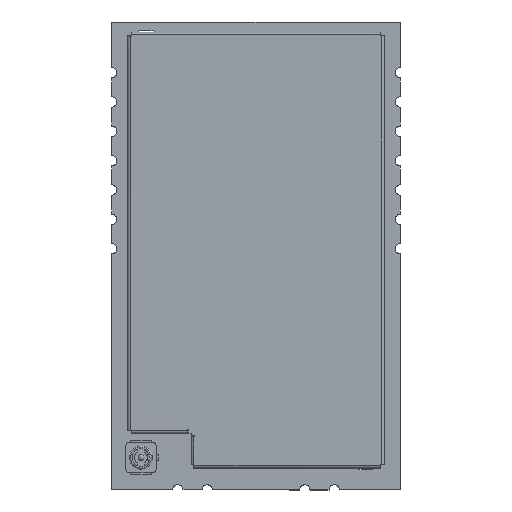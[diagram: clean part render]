
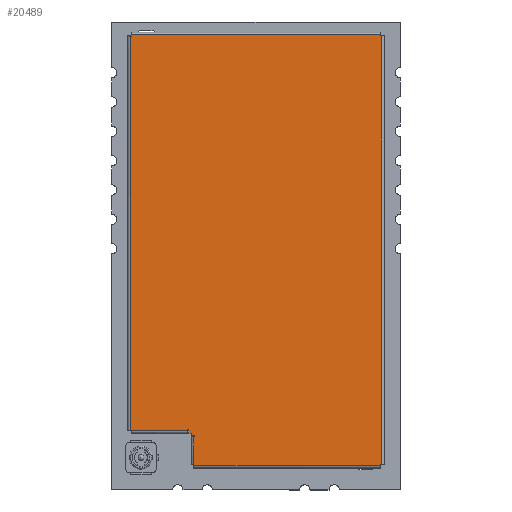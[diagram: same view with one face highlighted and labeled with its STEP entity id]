
A CAD part, top view. The second image highlights one B-rep face of the part: STEP entity #20489.
In plain terms, the highlighted planar face has unit normal (0, 0, 1).
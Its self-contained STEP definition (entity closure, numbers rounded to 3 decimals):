
#3117=LINE('',#41423,#5094);
#3118=LINE('',#41425,#5095);
#3119=LINE('',#41427,#5096);
#3120=LINE('',#41429,#5097);
#3121=LINE('',#41431,#5098);
#3122=LINE('',#41433,#5099);
#3123=LINE('',#41435,#5100);
#3124=LINE('',#41437,#5101);
#3125=LINE('',#41439,#5102);
#3126=LINE('',#41441,#5103);
#3127=LINE('',#41443,#5104);
#3128=LINE('',#41445,#5105);
#3129=LINE('',#41447,#5106);
#3130=LINE('',#41449,#5107);
#3131=LINE('',#41451,#5108);
#3132=LINE('',#41453,#5109);
#3133=LINE('',#41455,#5110);
#3134=LINE('',#41457,#5111);
#3135=LINE('',#41459,#5112);
#3136=LINE('',#41461,#5113);
#3137=LINE('',#41463,#5114);
#3138=LINE('',#41464,#5115);
#5094=VECTOR('',#26470,1.);
#5095=VECTOR('',#26471,1.);
#5096=VECTOR('',#26472,1.);
#5097=VECTOR('',#26473,1.);
#5098=VECTOR('',#26474,1.);
#5099=VECTOR('',#26475,1.);
#5100=VECTOR('',#26476,1.);
#5101=VECTOR('',#26477,1.);
#5102=VECTOR('',#26478,1.);
#5103=VECTOR('',#26479,1.);
#5104=VECTOR('',#26480,1.);
#5105=VECTOR('',#26481,1.);
#5106=VECTOR('',#26482,1.);
#5107=VECTOR('',#26483,1.);
#5108=VECTOR('',#26484,1.);
#5109=VECTOR('',#26485,1.);
#5110=VECTOR('',#26486,1.);
#5111=VECTOR('',#26487,1.);
#5112=VECTOR('',#26488,1.);
#5113=VECTOR('',#26489,1.);
#5114=VECTOR('',#26490,1.);
#5115=VECTOR('',#26491,1.);
#6050=PLANE('',#22097);
#7054=FACE_OUTER_BOUND('',#8211,.T.);
#8211=EDGE_LOOP('',(#17685,#17686,#17687,#17688,#17689,#17690,#17691,#17692,
#17693,#17694,#17695,#17696,#17697,#17698,#17699,#17700,#17701,#17702,#17703,
#17704,#17705,#17706));
#10324=VERTEX_POINT('',#41421);
#10325=VERTEX_POINT('',#41422);
#10326=VERTEX_POINT('',#41424);
#10327=VERTEX_POINT('',#41426);
#10328=VERTEX_POINT('',#41428);
#10329=VERTEX_POINT('',#41430);
#10330=VERTEX_POINT('',#41432);
#10331=VERTEX_POINT('',#41434);
#10332=VERTEX_POINT('',#41436);
#10333=VERTEX_POINT('',#41438);
#10334=VERTEX_POINT('',#41440);
#10335=VERTEX_POINT('',#41442);
#10336=VERTEX_POINT('',#41444);
#10337=VERTEX_POINT('',#41446);
#10338=VERTEX_POINT('',#41448);
#10339=VERTEX_POINT('',#41450);
#10340=VERTEX_POINT('',#41452);
#10341=VERTEX_POINT('',#41454);
#10342=VERTEX_POINT('',#41456);
#10343=VERTEX_POINT('',#41458);
#10344=VERTEX_POINT('',#41460);
#10345=VERTEX_POINT('',#41462);
#12823=EDGE_CURVE('',#10324,#10325,#3117,.T.);
#12824=EDGE_CURVE('',#10326,#10325,#3118,.T.);
#12825=EDGE_CURVE('',#10326,#10327,#3119,.T.);
#12826=EDGE_CURVE('',#10327,#10328,#3120,.T.);
#12827=EDGE_CURVE('',#10328,#10329,#3121,.T.);
#12828=EDGE_CURVE('',#10329,#10330,#3122,.T.);
#12829=EDGE_CURVE('',#10331,#10330,#3123,.T.);
#12830=EDGE_CURVE('',#10332,#10331,#3124,.T.);
#12831=EDGE_CURVE('',#10332,#10333,#3125,.T.);
#12832=EDGE_CURVE('',#10333,#10334,#3126,.T.);
#12833=EDGE_CURVE('',#10334,#10335,#3127,.T.);
#12834=EDGE_CURVE('',#10335,#10336,#3128,.T.);
#12835=EDGE_CURVE('',#10337,#10336,#3129,.T.);
#12836=EDGE_CURVE('',#10337,#10338,#3130,.T.);
#12837=EDGE_CURVE('',#10338,#10339,#3131,.T.);
#12838=EDGE_CURVE('',#10339,#10340,#3132,.T.);
#12839=EDGE_CURVE('',#10340,#10341,#3133,.T.);
#12840=EDGE_CURVE('',#10341,#10342,#3134,.T.);
#12841=EDGE_CURVE('',#10342,#10343,#3135,.T.);
#12842=EDGE_CURVE('',#10343,#10344,#3136,.T.);
#12843=EDGE_CURVE('',#10344,#10345,#3137,.T.);
#12844=EDGE_CURVE('',#10345,#10324,#3138,.T.);
#17685=ORIENTED_EDGE('',*,*,#12823,.T.);
#17686=ORIENTED_EDGE('',*,*,#12824,.F.);
#17687=ORIENTED_EDGE('',*,*,#12825,.T.);
#17688=ORIENTED_EDGE('',*,*,#12826,.T.);
#17689=ORIENTED_EDGE('',*,*,#12827,.T.);
#17690=ORIENTED_EDGE('',*,*,#12828,.T.);
#17691=ORIENTED_EDGE('',*,*,#12829,.F.);
#17692=ORIENTED_EDGE('',*,*,#12830,.F.);
#17693=ORIENTED_EDGE('',*,*,#12831,.T.);
#17694=ORIENTED_EDGE('',*,*,#12832,.T.);
#17695=ORIENTED_EDGE('',*,*,#12833,.T.);
#17696=ORIENTED_EDGE('',*,*,#12834,.T.);
#17697=ORIENTED_EDGE('',*,*,#12835,.F.);
#17698=ORIENTED_EDGE('',*,*,#12836,.T.);
#17699=ORIENTED_EDGE('',*,*,#12837,.T.);
#17700=ORIENTED_EDGE('',*,*,#12838,.T.);
#17701=ORIENTED_EDGE('',*,*,#12839,.T.);
#17702=ORIENTED_EDGE('',*,*,#12840,.T.);
#17703=ORIENTED_EDGE('',*,*,#12841,.T.);
#17704=ORIENTED_EDGE('',*,*,#12842,.T.);
#17705=ORIENTED_EDGE('',*,*,#12843,.T.);
#17706=ORIENTED_EDGE('',*,*,#12844,.T.);
#20489=ADVANCED_FACE('',(#7054),#6050,.T.);
#22097=AXIS2_PLACEMENT_3D('',#41420,#26468,#26469);
#26468=DIRECTION('center_axis',(0.,0.,1.));
#26469=DIRECTION('ref_axis',(1.,0.,0.));
#26470=DIRECTION('',(1.,0.,0.));
#26471=DIRECTION('',(0.,-1.,0.));
#26472=DIRECTION('',(0.,1.,0.));
#26473=DIRECTION('',(-1.,0.,0.));
#26474=DIRECTION('',(0.,1.,0.));
#26475=DIRECTION('',(1.,0.,0.));
#26476=DIRECTION('',(0.,-1.,0.));
#26477=DIRECTION('',(-1.,0.,0.));
#26478=DIRECTION('',(0.,1.,0.));
#26479=DIRECTION('',(1.,0.,0.));
#26480=DIRECTION('',(0.,-1.,0.));
#26481=DIRECTION('',(1.,0.,0.));
#26482=DIRECTION('',(-1.,0.,0.));
#26483=DIRECTION('',(0.,1.,0.));
#26484=DIRECTION('',(-1.,0.,0.));
#26485=DIRECTION('',(0.,1.,0.));
#26486=DIRECTION('',(-1.,0.,0.));
#26487=DIRECTION('',(0.,-1.,0.));
#26488=DIRECTION('',(-1.,0.,0.));
#26489=DIRECTION('',(0.,-1.,0.));
#26490=DIRECTION('',(1.,0.,0.));
#26491=DIRECTION('',(0.,-1.,0.));
#41420=CARTESIAN_POINT('Origin',(18.65,10.9,0.));
#41421=CARTESIAN_POINT('',(-18.53,-10.88,0.));
#41422=CARTESIAN_POINT('',(15.63,-10.88,0.));
#41423=CARTESIAN_POINT('',(-18.55,-10.88,0.));
#41424=CARTESIAN_POINT('',(15.63,-10.8,0.));
#41425=CARTESIAN_POINT('',(15.63,10.9,0.));
#41426=CARTESIAN_POINT('',(15.63,-5.9,0.));
#41427=CARTESIAN_POINT('',(15.63,-10.8,0.));
#41428=CARTESIAN_POINT('',(15.53,-5.9,0.));
#41429=CARTESIAN_POINT('',(18.65,-5.9,0.));
#41430=CARTESIAN_POINT('',(15.53,-5.8,0.));
#41431=CARTESIAN_POINT('',(15.53,10.9,0.));
#41432=CARTESIAN_POINT('',(15.85,-5.8,0.));
#41433=CARTESIAN_POINT('',(18.65,-5.8,0.));
#41434=CARTESIAN_POINT('',(15.85,-5.6,0.));
#41435=CARTESIAN_POINT('',(15.85,-5.6,0.));
#41436=CARTESIAN_POINT('',(16.05,-5.6,0.));
#41437=CARTESIAN_POINT('',(15.85,-5.6,0.));
#41438=CARTESIAN_POINT('',(16.05,-5.28,0.));
#41439=CARTESIAN_POINT('',(16.05,10.9,0.));
#41440=CARTESIAN_POINT('',(16.15,-5.28,0.));
#41441=CARTESIAN_POINT('',(18.65,-5.28,0.));
#41442=CARTESIAN_POINT('',(16.15,-5.38,0.));
#41443=CARTESIAN_POINT('',(16.15,10.9,0.));
#41444=CARTESIAN_POINT('',(18.55,-5.38,0.));
#41445=CARTESIAN_POINT('',(16.15,-5.38,0.));
#41446=CARTESIAN_POINT('',(18.63,-5.38,0.));
#41447=CARTESIAN_POINT('',(18.65,-5.38,0.));
#41448=CARTESIAN_POINT('',(18.63,10.78,0.));
#41449=CARTESIAN_POINT('',(18.63,-10.8,0.));
#41450=CARTESIAN_POINT('',(18.55,10.78,0.));
#41451=CARTESIAN_POINT('',(18.65,10.78,0.));
#41452=CARTESIAN_POINT('',(18.55,10.88,0.));
#41453=CARTESIAN_POINT('',(18.55,10.9,0.));
#41454=CARTESIAN_POINT('',(-18.55,10.88,0.));
#41455=CARTESIAN_POINT('',(18.55,10.88,0.));
#41456=CARTESIAN_POINT('',(-18.55,10.78,0.));
#41457=CARTESIAN_POINT('',(-18.55,10.9,0.));
#41458=CARTESIAN_POINT('',(-18.63,10.78,0.));
#41459=CARTESIAN_POINT('',(18.65,10.78,0.));
#41460=CARTESIAN_POINT('',(-18.63,-10.8,0.));
#41461=CARTESIAN_POINT('',(-18.63,10.8,0.));
#41462=CARTESIAN_POINT('',(-18.53,-10.8,0.));
#41463=CARTESIAN_POINT('',(18.65,-10.8,0.));
#41464=CARTESIAN_POINT('',(-18.53,10.9,0.));
